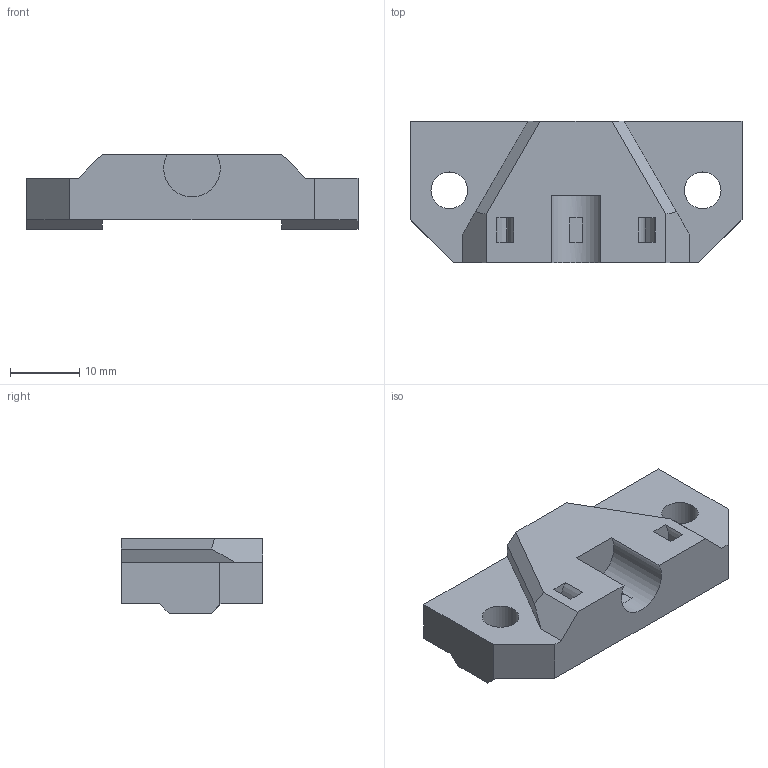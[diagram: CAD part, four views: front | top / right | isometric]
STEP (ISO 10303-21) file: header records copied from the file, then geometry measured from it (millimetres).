
FILE_DESCRIPTION(/* description */ (''),/* implementation_level */ '2;1');
FILE_NAME(/* name */ 'rod_holder_back.step',/* time_stamp */ '2017-10-01T11:34:38+02:00',/* author */ ('gregsaun'),/* organization */ (''),/* preprocessor_version */ 'ST-DEVELOPER v16.13',/* originating_system */ 'Autodesk Translation Framework v6.5.0.72',/* authorisation */ '');
FILE_SCHEMA (('AUTOMOTIVE_DESIGN { 1 0 10303 214 3 1 1 }'));
Length unit declared in the file: millimetre
Products named in the file (1): rod_holder_back v7
Bounding box: 48 x 20.5 x 10.8 mm (x, y, z)
Volume: 6560.3 mm3; surface area: 3616.7 mm2
Topology: 1 solids, 1 shells, 73 faces, 207 edges, 138 vertices
Faces by surface type: plane 42, bspline 24, cylinder 7
Full cylindrical faces by diameter (mm): 5.3 x2
Entity records: 2633 total; most frequent: CARTESIAN_POINT 827, ORIENTED_EDGE 414, DIRECTION 275, EDGE_CURVE 207, LINE 143, VECTOR 143, VERTEX_POINT 138, EDGE_LOOP 83
